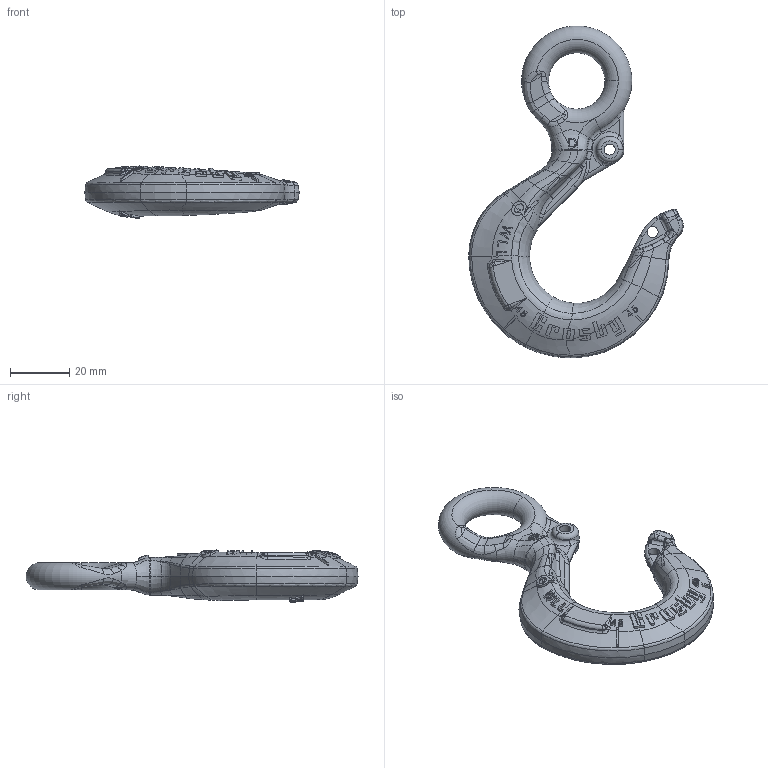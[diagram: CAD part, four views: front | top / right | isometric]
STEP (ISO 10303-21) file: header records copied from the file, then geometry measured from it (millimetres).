
FILE_DESCRIPTION((''),'2;1');
FILE_NAME('CROSBY_320N_D_SW0001','2005-01-06T',('ADoughty'),('The Crosby Group, Inc.'),'PRO/ENGINEER BY PARAMETRIC TECHNOLOGY CORPORATION, 2004090','PRO/ENGINEER BY PARAMETRIC TECHNOLOGY CORPORATION, 2004090','');
FILE_SCHEMA(('CONFIG_CONTROL_DESIGN'));
Length unit declared in the file: inch
Products named in the file (1): CROSBY_320N_D_SW0001
Bounding box: 72.67 x 112.48 x 17.64 mm (x, y, z)
Volume: 32205.8 mm3; surface area: 10459.1 mm2
Topology: 1 solids, 1 shells, 642 faces, 1599 edges, 968 vertices
Faces by surface type: bspline 366, plane 178, cylinder 46, torus 23, cone 15, extrusion 12, sphere 2
Entity records: 49301 total; most frequent: CARTESIAN_POINT 37395, ORIENTED_EDGE 3198, EDGE_CURVE 1599, DIRECTION 1284, B_SPLINE_CURVE_WITH_KNOTS 1110, VERTEX_POINT 968, EDGE_LOOP 657, FACE_OUTER_BOUND 642
